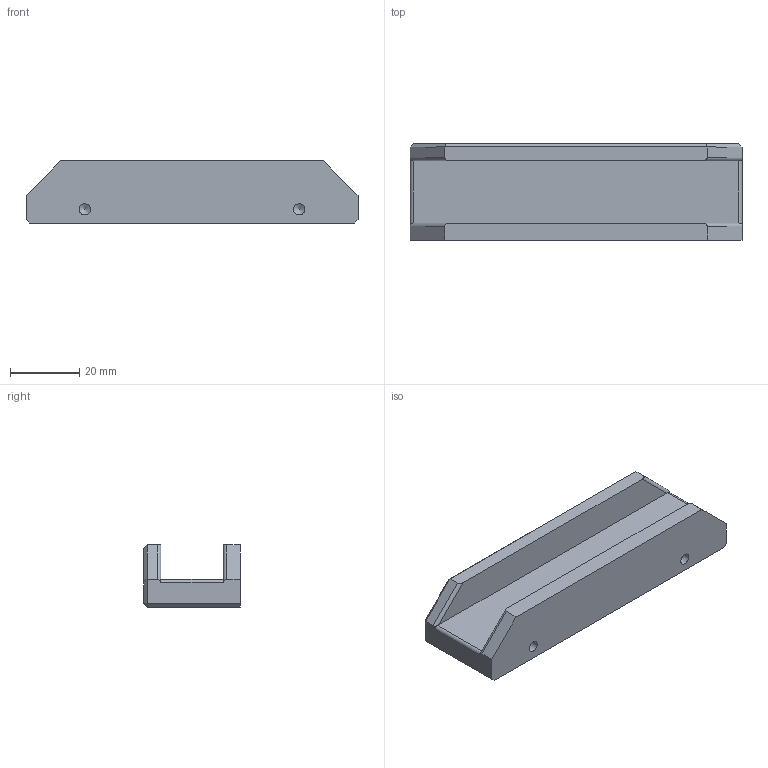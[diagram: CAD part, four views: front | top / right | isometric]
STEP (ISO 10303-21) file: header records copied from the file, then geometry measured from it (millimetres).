
FILE_DESCRIPTION(/* description */ ('Guia Lateral do Z','CAx-IF Rec.Pracs.---Representation and Presentation of Product Manufacturing Information (PMI)---4.0---2014-10-13'),/* implementation_level */ '2;1');
FILE_NAME(/* name */ 'MD06-00-003 - Guia Lateral do Z.stp',/* time_stamp */ '2025-09-16T14:20:02-04:00',/* author */ ('wandr'),/* organization */ ('ELGIN'),/* preprocessor_version */ 'ST-DEVELOPER v20.1',/* originating_system */ 'Autodesk Inventor 2026',/* authorisation */ '');
FILE_SCHEMA (('AP242_MANAGED_MODEL_BASED_3D_ENGINEERING_MIM_LF { 1 0 10303 442 2 1 4 }'));
Length unit declared in the file: millimetre
Products named in the file (1): MD06-00-003
Bounding box: 96 x 28 x 18 mm (x, y, z)
Volume: 29696.6 mm3; surface area: 10989.2 mm2
Topology: 1 solids, 1 shells, 34 faces, 84 edges, 52 vertices
Faces by surface type: plane 24, cylinder 8, cone 2
Full cylindrical faces by diameter (mm): 3.242 x2
Entity records: 1254 total; most frequent: CARTESIAN_POINT 258, DIRECTION 200, ORIENTED_EDGE 164, EDGE_CURVE 82, AXIS2_PLACEMENT_3D 69, LINE 62, VECTOR 62, VERTEX_POINT 52
